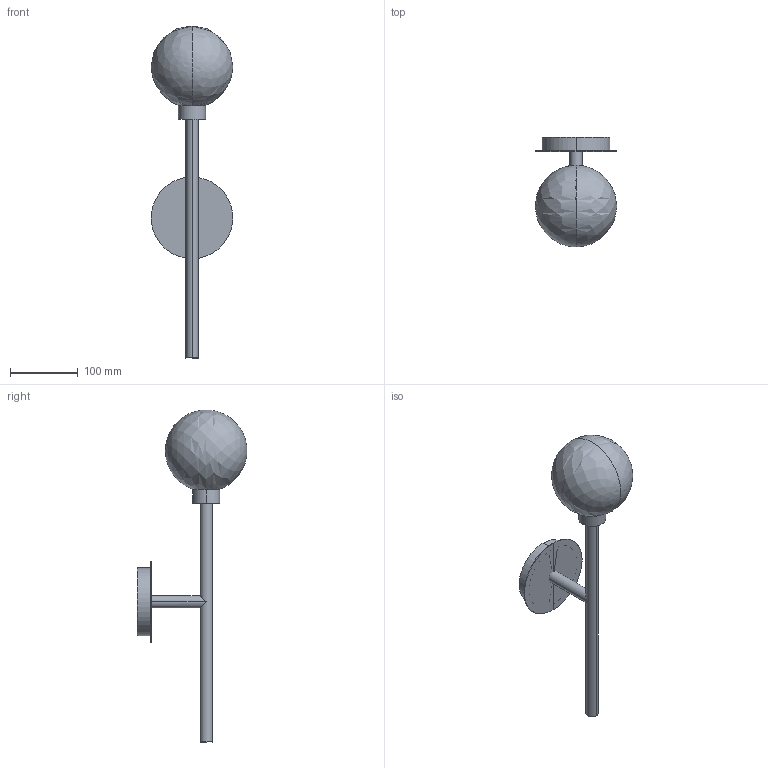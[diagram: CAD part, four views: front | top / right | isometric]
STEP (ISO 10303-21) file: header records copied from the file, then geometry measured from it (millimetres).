
FILE_DESCRIPTION(/* description */ (''),/* implementation_level */ '2;1');
FILE_NAME(/* name */ '1744.289_DOM',/* time_stamp */ '2023-01-24T15:19:24+01:00',/* author */ (''),/* organization */ (''),/* preprocessor_version */ 'ST-DEVELOPER v16.5',/* originating_system */ 'Rhino 7.15',/* authorisation */ '');
FILE_SCHEMA (('CONFIG_CONTROL_DESIGN'));
Length unit declared in the file: millimetre
Products named in the file (1): Document
Bounding box: 120 x 161.79 x 488.41 mm (x, y, z)
Volume: 326816.5 mm3; surface area: 169659.3 mm2
Topology: 5 solids, 7 shells, 29 faces, 64 edges, 34 vertices
Faces by surface type: cylinder 12, bspline 10, plane 7
Entity records: 962 total; most frequent: CARTESIAN_POINT 514, ORIENTED_EDGE 98, EDGE_CURVE 52, VERTEX_POINT 34, ADVANCED_FACE 29, FACE_OUTER_BOUND 29, EDGE_LOOP 29, DIRECTION 25
